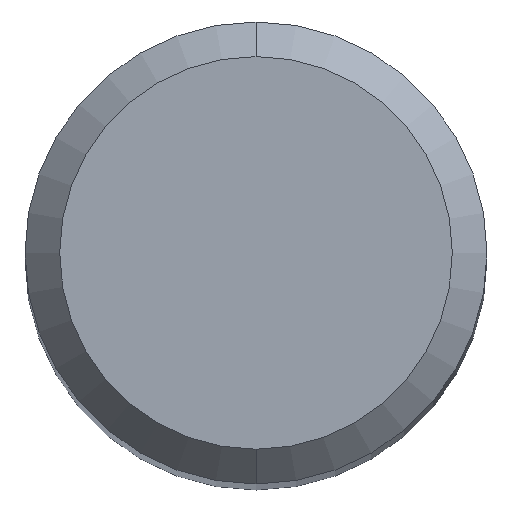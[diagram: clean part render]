
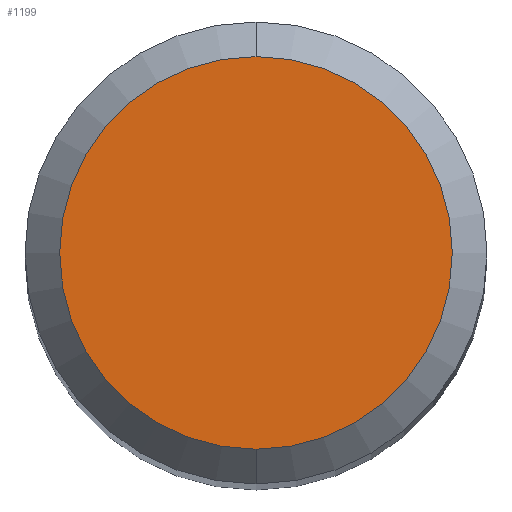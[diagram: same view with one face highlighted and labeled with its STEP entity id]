
A CAD part, top view. The second image highlights one B-rep face of the part: STEP entity #1199.
In plain terms, the highlighted planar face has unit normal (0, 0, 1).
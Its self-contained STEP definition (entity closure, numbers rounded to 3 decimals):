
#551=EDGE_CURVE('',#937,#763,#1409,.T.);
#763=VERTEX_POINT('',#1641);
#937=VERTEX_POINT('',#1833);
#1129=EDGE_CURVE('',#763,#937,#2042,.T.);
#1199=ADVANCED_FACE('',(#2116),#2117,.T.);
#1409=CIRCLE('',#2649,1.7);
#1641=CARTESIAN_POINT('',(0.0,1.7,0.0));
#1833=CARTESIAN_POINT('',(0.,-1.7,0.0));
#2042=CIRCLE('',#5615,1.7);
#2116=FACE_OUTER_BOUND('',#5766,.T.);
#2117=PLANE('',#5767);
#2649=AXIS2_PLACEMENT_3D('',#6401,#6402,#6403);
#5615=AXIS2_PLACEMENT_3D('',#7104,#7105,#7106);
#5766=EDGE_LOOP('',(#7166,#7167));
#5767=AXIS2_PLACEMENT_3D('',#7168,#7169,#7170);
#6401=CARTESIAN_POINT('',(0.0,0.0,0.0));
#6402=DIRECTION('',(0.0,0.0,-1.0));
#6403=DIRECTION('',(0.0,1.0,0.0));
#7104=CARTESIAN_POINT('',(0.0,0.0,0.0));
#7105=DIRECTION('',(0.0,0.0,-1.0));
#7106=DIRECTION('',(0.0,1.0,0.0));
#7166=ORIENTED_EDGE('',*,*,#1129,.F.);
#7167=ORIENTED_EDGE('',*,*,#551,.F.);
#7168=CARTESIAN_POINT('',(0.0,0.85,0.0));
#7169=DIRECTION('',(-0.0,0.0,1.0));
#7170=DIRECTION('',(0.0,-1.0,0.0));
